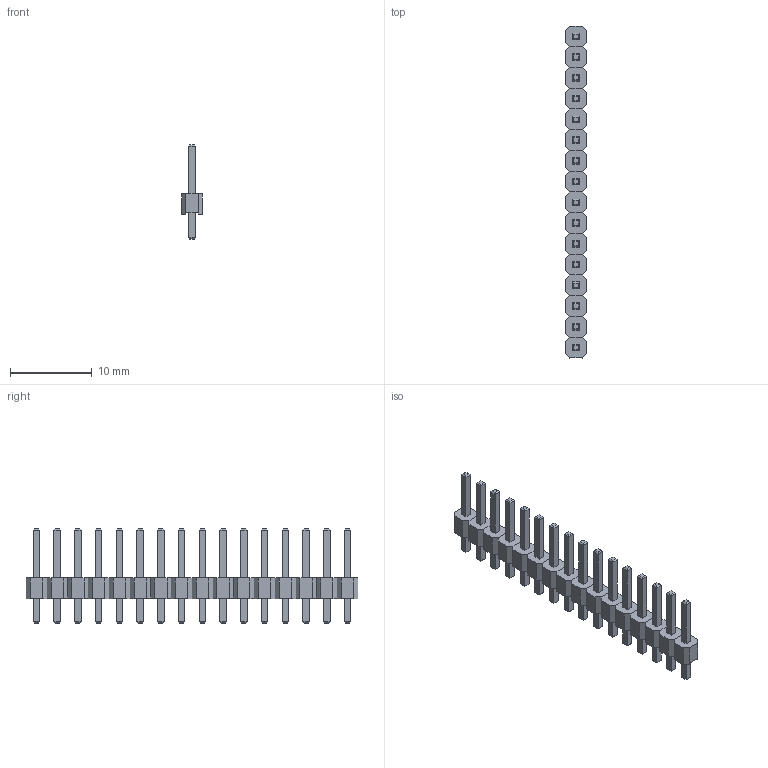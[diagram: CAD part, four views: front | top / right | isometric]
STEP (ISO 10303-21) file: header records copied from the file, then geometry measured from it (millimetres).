
FILE_DESCRIPTION(('FreeCAD Model'),'2;1');
FILE_NAME('1x16.stp', '2015-04-12T18:39:39',('FreeCAD'),('FreeCAD'), 'Open CASCADE STEP processor 6.7','FreeCAD','Unknown');
FILE_SCHEMA(('AUTOMOTIVE_DESIGN_CC2 { 1 2 10303 214 -1 1 5 4 }'));
Length unit declared in the file: millimetre
Products named in the file (2): Array; Array001
Bounding box: 2.54 x 40.64 x 11.54 mm (x, y, z)
Volume: 321.2 mm3; surface area: 1259.7 mm2
Topology: 32 solids, 32 shells, 512 faces, 1152 edges, 704 vertices
Faces by surface type: plane 512
Entity records: 28830 total; most frequent: CARTESIAN_POINT 4833, DIRECTION 4322, LINE 3296, VECTOR 3296, ORIENTED_EDGE 2304, PCURVE 2304, DEFINITIONAL_REPRESENTATION 2304, EDGE_CURVE 1152
